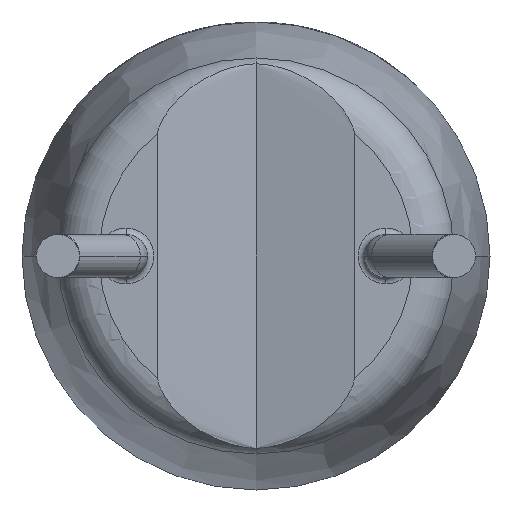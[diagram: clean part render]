
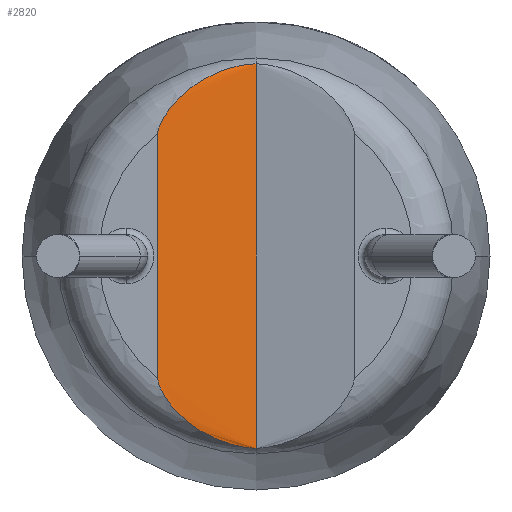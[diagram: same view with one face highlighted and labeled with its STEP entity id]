
A CAD part, front view. The second image highlights one B-rep face of the part: STEP entity #2820.
In plain terms, the highlighted free-form (B-spline) face has degree [3, 1] with [4, 2] control points.
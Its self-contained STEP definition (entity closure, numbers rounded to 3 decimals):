
#35 = CARTESIAN_POINT ( 'NONE',  ( 0., 0.25, -2.464 ) ) ;
#157 = CARTESIAN_POINT ( 'NONE',  ( -1.114, 0.028, 1.883 ) ) ;
#211 = CARTESIAN_POINT ( 'NONE',  ( -0.312, 0.24, 2.494 ) ) ;
#241 = ORIENTED_EDGE ( 'NONE', *, *, #3075, .F. ) ;
#342 = EDGE_LOOP ( 'NONE', ( #3684, #1180, #4842, #241 ) ) ;
#387 = VERTEX_POINT ( 'NONE', #2469 ) ;
#473 = LINE ( 'NONE', #3578, #1191 ) ;
#534 = CARTESIAN_POINT ( 'NONE',  ( -0.138, 0.238, 2.454 ) ) ;
#616 = CARTESIAN_POINT ( 'NONE',  ( 0., 0.25, -2.494 ) ) ;
#672 = CARTESIAN_POINT ( 'NONE',  ( -1.248, 0.002, -1.64 ) ) ;
#689 = CARTESIAN_POINT ( 'NONE',  ( -0.532, 0.164, -2.343 ) ) ;
#889 = CARTESIAN_POINT ( 'NONE',  ( -0.653, 0.136, 2.283 ) ) ;
#907 = CARTESIAN_POINT ( 'NONE',  ( -1.206, 0.009, 1.736 ) ) ;
#910 = CARTESIAN_POINT ( 'NONE',  ( 0., 0.25, 2.464 ) ) ;
#953 = CARTESIAN_POINT ( 'NONE',  ( -1.258, 0., -1.571 ) ) ;
#1180 = ORIENTED_EDGE ( 'NONE', *, *, #4623, .T. ) ;
#1191 = VECTOR ( 'NONE', #1315, 1000. ) ;
#1237 = EDGE_CURVE ( 'NONE', #3491, #1507, #1983, .T. ) ;
#1315 = DIRECTION ( 'NONE',  ( 0., 0., 1. ) ) ;
#1449 = CARTESIAN_POINT ( 'NONE',  ( -0.653, 0.136, -2.283 ) ) ;
#1507 = VERTEX_POINT ( 'NONE', #3090 ) ;
#1545 = LINE ( 'NONE', #2559, #2311 ) ;
#1810 = CARTESIAN_POINT ( 'NONE',  ( -1.114, 0.028, -1.882 ) ) ;
#1848 = FACE_OUTER_BOUND ( 'NONE', #342, .T. ) ;
#1851 = DIRECTION ( 'NONE',  ( 0., 0., 1. ) ) ;
#1856 = CARTESIAN_POINT ( 'NONE',  ( -0.982, 0.058, -2.04 ) ) ;
#1983 = B_SPLINE_CURVE_WITH_KNOTS ( 'NONE', 3,
 ( #4046, #4771, #534, #3181, #4380, #2460, #889, #2851, #3589, #157, #2812, #907, #4000, #3726, #2943, #2154 ),
 .UNSPECIFIED., .F., .F.,
 ( 4, 2, 2, 2, 2, 2, 2, 4 ),
 ( 0., 0., 0., 0.001, 0.001, 0.001, 0.002, 0.002 ),
 .UNSPECIFIED. ) ;
#2103 = B_SPLINE_SURFACE_WITH_KNOTS ( 'NONE', 3, 1, ( 
 ( #616, #4829 ),
 ( #2497, #211 ),
 ( #3667, #4846 ),
 ( #4863, #4456 ) ),
 .UNSPECIFIED., .F., .F., .F.,
 ( 4, 4 ),
 ( 2, 2 ),
 ( 0., 1. ),
 ( 0., 1. ),
 .UNSPECIFIED. ) ;
#2154 = CARTESIAN_POINT ( 'NONE',  ( -1.258, 0., 1.571 ) ) ;
#2311 = VECTOR ( 'NONE', #1851, 1000. ) ;
#2460 = CARTESIAN_POINT ( 'NONE',  ( -0.532, 0.164, 2.343 ) ) ;
#2469 = CARTESIAN_POINT ( 'NONE',  ( -1.258, 0., -1.571 ) ) ;
#2497 = CARTESIAN_POINT ( 'NONE',  ( -0.312, 0.24, -2.494 ) ) ;
#2546 = CARTESIAN_POINT ( 'NONE',  ( -1.222, 0.006, -1.705 ) ) ;
#2559 = CARTESIAN_POINT ( 'NONE',  ( 0., 0.25, -3. ) ) ;
#2812 = CARTESIAN_POINT ( 'NONE',  ( -1.155, 0.02, 1.826 ) ) ;
#2820 = ADVANCED_FACE ( 'NONE', ( #1848 ), #2103, .F. ) ;
#2851 = CARTESIAN_POINT ( 'NONE',  ( -0.878, 0.083, 2.131 ) ) ;
#2934 = EDGE_CURVE ( 'NONE', #387, #4350, #4099, .T. ) ;
#2943 = CARTESIAN_POINT ( 'NONE',  ( -1.258, 0., 1.606 ) ) ;
#3075 = EDGE_CURVE ( 'NONE', #387, #1507, #473, .T. ) ;
#3090 = CARTESIAN_POINT ( 'NONE',  ( -1.258, 0., 1.571 ) ) ;
#3181 = CARTESIAN_POINT ( 'NONE',  ( -0.272, 0.217, 2.428 ) ) ;
#3311 = CARTESIAN_POINT ( 'NONE',  ( 0., 0.25, -2.464 ) ) ;
#3330 = CARTESIAN_POINT ( 'NONE',  ( -0.07, 0.248, -2.463 ) ) ;
#3346 = CARTESIAN_POINT ( 'NONE',  ( -1.155, 0.02, -1.826 ) ) ;
#3377 = CARTESIAN_POINT ( 'NONE',  ( -0.339, 0.204, -2.41 ) ) ;
#3491 = VERTEX_POINT ( 'NONE', #910 ) ;
#3578 = CARTESIAN_POINT ( 'NONE',  ( -1.258, 0., -3. ) ) ;
#3589 = CARTESIAN_POINT ( 'NONE',  ( -0.981, 0.058, 2.04 ) ) ;
#3667 = CARTESIAN_POINT ( 'NONE',  ( -0.949, 0.053, -2.494 ) ) ;
#3684 = ORIENTED_EDGE ( 'NONE', *, *, #2934, .T. ) ;
#3726 = CARTESIAN_POINT ( 'NONE',  ( -1.248, 0.002, 1.64 ) ) ;
#3765 = CARTESIAN_POINT ( 'NONE',  ( -1.258, 0., -1.606 ) ) ;
#4000 = CARTESIAN_POINT ( 'NONE',  ( -1.222, 0.006, 1.705 ) ) ;
#4046 = CARTESIAN_POINT ( 'NONE',  ( 0., 0.25, 2.464 ) ) ;
#4099 = B_SPLINE_CURVE_WITH_KNOTS ( 'NONE', 3,
 ( #953, #3765, #672, #2546, #4915, #3346, #1810, #1856, #4506, #1449, #689, #3377, #4148, #4896, #3330, #3311 ),
 .UNSPECIFIED., .F., .F.,
 ( 4, 2, 2, 2, 2, 2, 2, 4 ),
 ( 0., 0., 0., 0., 0.001, 0.001, 0.001, 0.002 ),
 .UNSPECIFIED. ) ;
#4148 = CARTESIAN_POINT ( 'NONE',  ( -0.273, 0.217, -2.428 ) ) ;
#4350 = VERTEX_POINT ( 'NONE', #35 ) ;
#4380 = CARTESIAN_POINT ( 'NONE',  ( -0.339, 0.204, 2.41 ) ) ;
#4456 = CARTESIAN_POINT ( 'NONE',  ( -1.258, 0., 2.494 ) ) ;
#4506 = CARTESIAN_POINT ( 'NONE',  ( -0.88, 0.082, -2.13 ) ) ;
#4623 = EDGE_CURVE ( 'NONE', #4350, #3491, #1545, .T. ) ;
#4771 = CARTESIAN_POINT ( 'NONE',  ( -0.07, 0.248, 2.463 ) ) ;
#4829 = CARTESIAN_POINT ( 'NONE',  ( 0., 0.25, 2.494 ) ) ;
#4842 = ORIENTED_EDGE ( 'NONE', *, *, #1237, .T. ) ;
#4846 = CARTESIAN_POINT ( 'NONE',  ( -0.949, 0.053, 2.494 ) ) ;
#4863 = CARTESIAN_POINT ( 'NONE',  ( -1.258, 0., -2.494 ) ) ;
#4896 = CARTESIAN_POINT ( 'NONE',  ( -0.138, 0.238, -2.454 ) ) ;
#4915 = CARTESIAN_POINT ( 'NONE',  ( -1.206, 0.009, -1.736 ) ) ;
